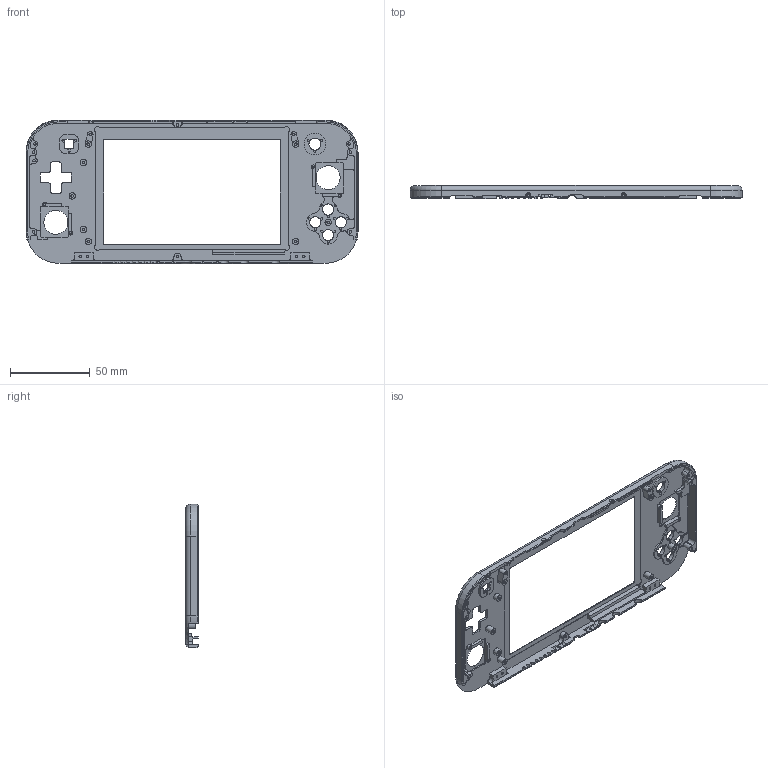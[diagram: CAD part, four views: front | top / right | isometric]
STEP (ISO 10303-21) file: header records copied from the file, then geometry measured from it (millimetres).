
FILE_DESCRIPTION(/* description */ (''),/* implementation_level */ '2;1');
FILE_NAME(/* name */ 'Retro Lite CM4 Front v1.step',/* time_stamp */ '2022-02-22T13:41:50+09:00',/* author */ (''),/* organization */ (''),/* preprocessor_version */ 'ST-DEVELOPER v18.1',/* originating_system */ 'Autodesk Translation Framework v10.13.0.1454',/* authorisation */ '');
FILE_SCHEMA (('AUTOMOTIVE_DESIGN { 1 0 10303 214 3 1 1 }'));
Length unit declared in the file: millimetre
Products named in the file (1): Case_Front_-_Final_-_21-03-21 (1)
Bounding box: 208 x 8 x 90 mm (x, y, z)
Volume: 19557.6 mm3; surface area: 30183 mm2
Topology: 1 solids, 1 shells, 638 faces, 1728 edges, 1126 vertices
Faces by surface type: plane 347, cylinder 255, cone 32, torus 4
Full cylindrical faces by diameter (mm): 1.25 x4, 1.6 x27, 4 x6, 4.2 x2, 7 x4, 7.5 x1, 13.5 x1, 15 x2
Entity records: 20268 total; most frequent: DIRECTION 3638, CARTESIAN_POINT 3525, ORIENTED_EDGE 3456, EDGE_CURVE 1728, AXIS2_PLACEMENT_3D 1283, VERTEX_POINT 1126, LINE 1072, VECTOR 1072
